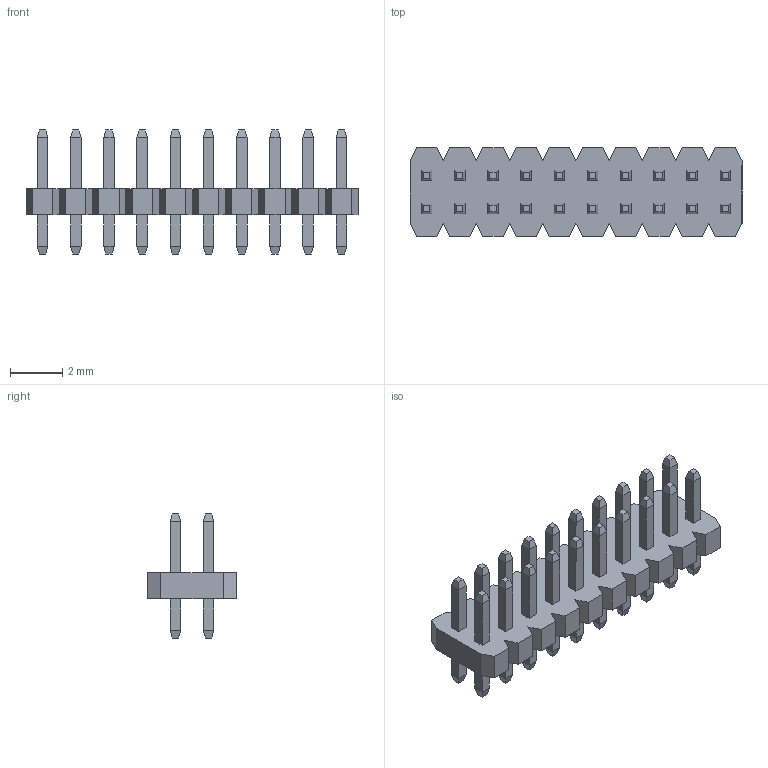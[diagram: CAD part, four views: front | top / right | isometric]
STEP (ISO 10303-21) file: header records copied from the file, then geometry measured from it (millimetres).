
FILE_DESCRIPTION (( 'STEP AP214' ), '1' );
FILE_NAME ('FPH12730-D20S1014040110B-REF.STEP', '2026-01-09T05:38:05', ( '' ), ( '' ), 'SwSTEP 2.0', 'SolidWorks 2021', '' );
FILE_SCHEMA (( 'AUTOMOTIVE_DESIGN' ));
Length unit declared in the file: millimetre
Products named in the file (1): FPH12730-D20S1014040110B-REF
Bounding box: 12.7 x 3.4 x 4.75 mm (x, y, z)
Volume: 52 mm3; surface area: 236.5 mm2
Topology: 1 solids, 1 shells, 424 faces, 986 edges, 604 vertices
Faces by surface type: plane 424
Entity records: 11624 total; most frequent: CARTESIAN_POINT 2015, ORIENTED_EDGE 1972, DIRECTION 1836, EDGE_CURVE 986, VECTOR 986, LINE 986, VERTEX_POINT 604, EDGE_LOOP 464
